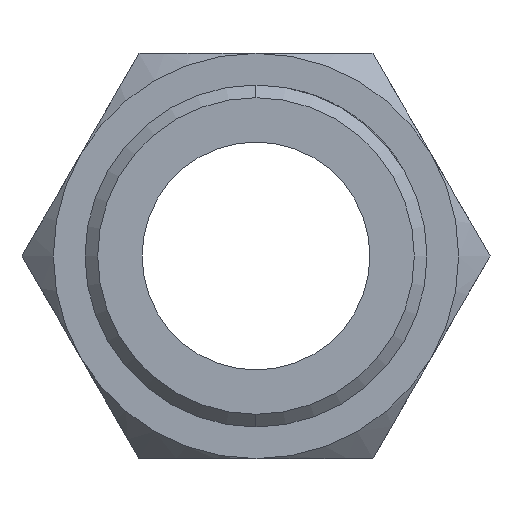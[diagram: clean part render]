
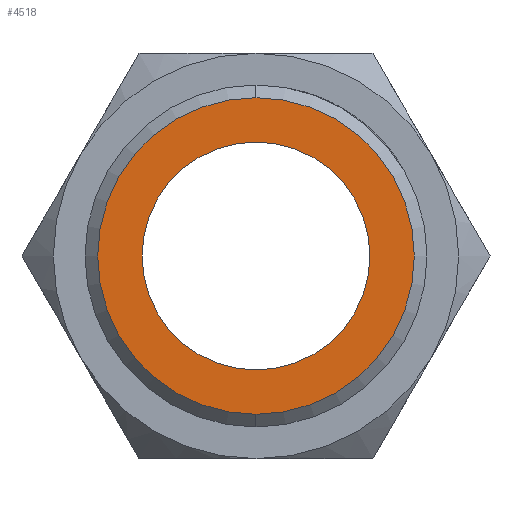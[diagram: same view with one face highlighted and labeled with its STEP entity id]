
A CAD part, left-side view. The second image highlights one B-rep face of the part: STEP entity #4518.
In plain terms, the highlighted planar face has unit normal (-1, 0, 0).
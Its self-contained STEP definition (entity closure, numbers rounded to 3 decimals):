
#138 = CIRCLE ( 'NONE', #913, 6.25 ) ;
#438 = CARTESIAN_POINT ( 'NONE',  ( 0., 0., 0. ) ) ;
#707 = DIRECTION ( 'NONE',  ( 0., 0., -1. ) ) ;
#913 = AXIS2_PLACEMENT_3D ( 'NONE', #438, #3390, #2578 ) ;
#970 = DIRECTION ( 'NONE',  ( -1., 0., 0. ) ) ;
#1082 = DIRECTION ( 'NONE',  ( 1., 0., 0. ) ) ;
#1203 = PLANE ( 'NONE',  #1442 ) ;
#1442 = AXIS2_PLACEMENT_3D ( 'NONE', #4841, #1082, #707 ) ;
#1506 = CARTESIAN_POINT ( 'NONE',  ( 0., 0., -4.5 ) ) ;
#1654 = CARTESIAN_POINT ( 'NONE',  ( 0., 0., 4.5 ) ) ;
#1918 = VERTEX_POINT ( 'NONE', #1654 ) ;
#1922 = EDGE_CURVE ( 'NONE', #4890, #5264, #138, .T. ) ;
#1941 = EDGE_LOOP ( 'NONE', ( #5232, #5019 ) ) ;
#2162 = CARTESIAN_POINT ( 'NONE',  ( 0., 0., 6.25 ) ) ;
#2189 = EDGE_CURVE ( 'NONE', #1918, #2385, #4480, .T. ) ;
#2221 = DIRECTION ( 'NONE',  ( 0., 0., -1. ) ) ;
#2385 = VERTEX_POINT ( 'NONE', #1506 ) ;
#2578 = DIRECTION ( 'NONE',  ( 0., 0., -1. ) ) ;
#2610 = DIRECTION ( 'NONE',  ( 1., 0., 0. ) ) ;
#2614 = CARTESIAN_POINT ( 'NONE',  ( 0., 0., 0. ) ) ;
#2746 = AXIS2_PLACEMENT_3D ( 'NONE', #5107, #970, #2221 ) ;
#3019 = DIRECTION ( 'NONE',  ( 0., 0., -1. ) ) ;
#3094 = CIRCLE ( 'NONE', #2746, 6.25 ) ;
#3099 = CARTESIAN_POINT ( 'NONE',  ( 0., 0., -6.25 ) ) ;
#3191 = ORIENTED_EDGE ( 'NONE', *, *, #1922, .T. ) ;
#3390 = DIRECTION ( 'NONE',  ( -1., 0., 0. ) ) ;
#3807 = DIRECTION ( 'NONE',  ( 0., 0., -1. ) ) ;
#4225 = DIRECTION ( 'NONE',  ( 1., 0., 0. ) ) ;
#4354 = EDGE_CURVE ( 'NONE', #5264, #4890, #3094, .T. ) ;
#4430 = FACE_BOUND ( 'NONE', #1941, .T. ) ;
#4480 = CIRCLE ( 'NONE', #4919, 4.5 ) ;
#4518 = ADVANCED_FACE ( 'NONE', ( #5241, #4430 ), #1203, .F. ) ;
#4841 = CARTESIAN_POINT ( 'NONE',  ( 0., 0., 0. ) ) ;
#4890 = VERTEX_POINT ( 'NONE', #2162 ) ;
#4919 = AXIS2_PLACEMENT_3D ( 'NONE', #2614, #4225, #3807 ) ;
#5019 = ORIENTED_EDGE ( 'NONE', *, *, #5051, .T. ) ;
#5037 = CARTESIAN_POINT ( 'NONE',  ( 0., 0., 0. ) ) ;
#5051 = EDGE_CURVE ( 'NONE', #2385, #1918, #5095, .T. ) ;
#5071 = ORIENTED_EDGE ( 'NONE', *, *, #4354, .T. ) ;
#5095 = CIRCLE ( 'NONE', #5270, 4.5 ) ;
#5107 = CARTESIAN_POINT ( 'NONE',  ( 0., 0., 0. ) ) ;
#5232 = ORIENTED_EDGE ( 'NONE', *, *, #2189, .T. ) ;
#5241 = FACE_OUTER_BOUND ( 'NONE', #5285, .T. ) ;
#5264 = VERTEX_POINT ( 'NONE', #3099 ) ;
#5270 = AXIS2_PLACEMENT_3D ( 'NONE', #5037, #2610, #3019 ) ;
#5285 = EDGE_LOOP ( 'NONE', ( #5071, #3191 ) ) ;
